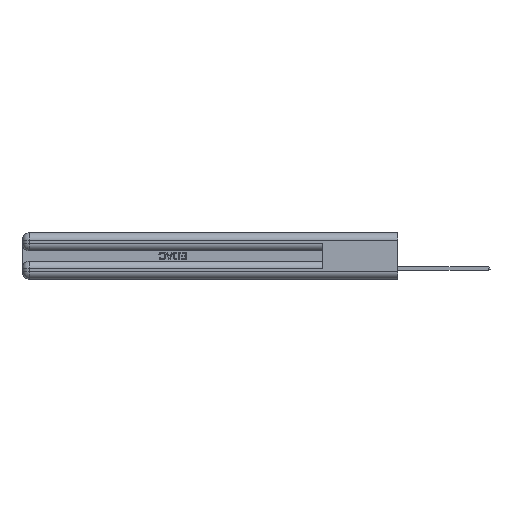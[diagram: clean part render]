
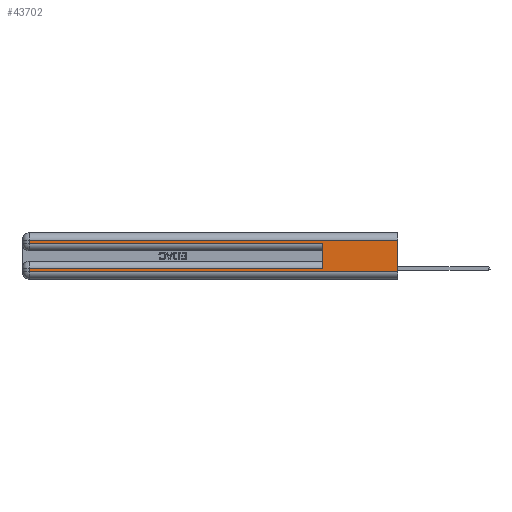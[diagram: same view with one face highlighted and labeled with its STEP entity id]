
A CAD part, left-side view. The second image highlights one B-rep face of the part: STEP entity #43702.
In plain terms, the highlighted planar face has unit normal (-1, 0, 0).
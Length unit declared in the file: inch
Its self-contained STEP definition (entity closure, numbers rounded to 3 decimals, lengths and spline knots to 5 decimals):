
#213 = CARTESIAN_POINT ( 'NONE',  ( 0., 0.6, 0.285 ) ) ;
#226 = LINE ( 'NONE', #49440, #49847 ) ;
#905 = ORIENTED_EDGE ( 'NONE', *, *, #51736, .F. ) ;
#1198 = VERTEX_POINT ( 'NONE', #20633 ) ;
#1588 = ORIENTED_EDGE ( 'NONE', *, *, #21870, .T. ) ;
#2049 = DIRECTION ( 'NONE',  ( 0., 0., -1. ) ) ;
#2220 = CARTESIAN_POINT ( 'NONE',  ( 0., 0., 0.37 ) ) ;
#7909 = CARTESIAN_POINT ( 'NONE',  ( 0., 0., 0.285 ) ) ;
#9124 = VECTOR ( 'NONE', #2049, 39.37008 ) ;
#9348 = LINE ( 'NONE', #44409, #15142 ) ;
#10225 = LINE ( 'NONE', #18085, #45103 ) ;
#10307 = DIRECTION ( 'NONE',  ( 0., 0., -1. ) ) ;
#10316 = CARTESIAN_POINT ( 'NONE',  ( 0., 2.94, 0.37 ) ) ;
#10907 = VECTOR ( 'NONE', #28632, 39.37008 ) ;
#11508 = AXIS2_PLACEMENT_3D ( 'NONE', #22132, #38842, #39001 ) ;
#12958 = VERTEX_POINT ( 'NONE', #20383 ) ;
#13963 = CARTESIAN_POINT ( 'NONE',  ( 0., 0., 0.085 ) ) ;
#15142 = VECTOR ( 'NONE', #48229, 39.37008 ) ;
#17498 = EDGE_CURVE ( 'NONE', #26956, #52642, #10225, .T. ) ;
#17785 = DIRECTION ( 'NONE',  ( 0., 1., 0. ) ) ;
#18085 = CARTESIAN_POINT ( 'NONE',  ( 0., 0., 0.31 ) ) ;
#19986 = ORIENTED_EDGE ( 'NONE', *, *, #51623, .F. ) ;
#20383 = CARTESIAN_POINT ( 'NONE',  ( 0., 2.94, 0.285 ) ) ;
#20633 = CARTESIAN_POINT ( 'NONE',  ( 0., 0., 0.06 ) ) ;
#21870 = EDGE_CURVE ( 'NONE', #35537, #1198, #34044, .T. ) ;
#22132 = CARTESIAN_POINT ( 'NONE',  ( 0., 0., 0.37 ) ) ;
#23613 = CARTESIAN_POINT ( 'NONE',  ( 0., 0.6, 0.085 ) ) ;
#24121 = CARTESIAN_POINT ( 'NONE',  ( 0., 2.94, 0.06 ) ) ;
#24849 = ORIENTED_EDGE ( 'NONE', *, *, #48249, .T. ) ;
#26942 = VERTEX_POINT ( 'NONE', #213 ) ;
#26956 = VERTEX_POINT ( 'NONE', #51161 ) ;
#28543 = LINE ( 'NONE', #13963, #45312 ) ;
#28632 = DIRECTION ( 'NONE',  ( 0., -1., 0. ) ) ;
#29142 = VERTEX_POINT ( 'NONE', #45825 ) ;
#33815 = DIRECTION ( 'NONE',  ( 0., -1., 0. ) ) ;
#34044 = LINE ( 'NONE', #47015, #47645 ) ;
#34184 = LINE ( 'NONE', #10316, #9124 ) ;
#34846 = EDGE_CURVE ( 'NONE', #29142, #35537, #226, .T. ) ;
#35161 = EDGE_CURVE ( 'NONE', #49199, #29142, #28543, .T. ) ;
#35402 = LINE ( 'NONE', #7909, #10907 ) ;
#35537 = VERTEX_POINT ( 'NONE', #24121 ) ;
#35724 = VECTOR ( 'NONE', #10307, 39.37008 ) ;
#36898 = FACE_OUTER_BOUND ( 'NONE', #45884, .T. ) ;
#38842 = DIRECTION ( 'NONE',  ( 1., 0., 0. ) ) ;
#39001 = DIRECTION ( 'NONE',  ( 0., 0., -1. ) ) ;
#40192 = ORIENTED_EDGE ( 'NONE', *, *, #46561, .T. ) ;
#40920 = LINE ( 'NONE', #2220, #35724 ) ;
#43074 = ORIENTED_EDGE ( 'NONE', *, *, #17498, .T. ) ;
#43284 = DIRECTION ( 'NONE',  ( 0., 1., 0. ) ) ;
#43702 = ADVANCED_FACE ( 'NONE', ( #36898 ), #50829, .F. ) ;
#44409 = CARTESIAN_POINT ( 'NONE',  ( 0., 0.6, 0.145 ) ) ;
#45103 = VECTOR ( 'NONE', #43284, 39.37008 ) ;
#45312 = VECTOR ( 'NONE', #17785, 39.37008 ) ;
#45825 = CARTESIAN_POINT ( 'NONE',  ( 0., 2.94, 0.085 ) ) ;
#45884 = EDGE_LOOP ( 'NONE', ( #19986, #43074, #24849, #40192, #905, #50297, #52707, #1588 ) ) ;
#46561 = EDGE_CURVE ( 'NONE', #12958, #26942, #35402, .T. ) ;
#47015 = CARTESIAN_POINT ( 'NONE',  ( 0., 0., 0.06 ) ) ;
#47645 = VECTOR ( 'NONE', #33815, 39.37008 ) ;
#48229 = DIRECTION ( 'NONE',  ( 0., 0., 1. ) ) ;
#48249 = EDGE_CURVE ( 'NONE', #52642, #12958, #34184, .T. ) ;
#49028 = CARTESIAN_POINT ( 'NONE',  ( 0., 2.94, 0.31 ) ) ;
#49199 = VERTEX_POINT ( 'NONE', #23613 ) ;
#49273 = DIRECTION ( 'NONE',  ( 0., 0., -1. ) ) ;
#49440 = CARTESIAN_POINT ( 'NONE',  ( 0., 2.94, 0.37 ) ) ;
#49847 = VECTOR ( 'NONE', #49273, 39.37008 ) ;
#50297 = ORIENTED_EDGE ( 'NONE', *, *, #35161, .T. ) ;
#50829 = PLANE ( 'NONE',  #11508 ) ;
#51161 = CARTESIAN_POINT ( 'NONE',  ( 0., 0., 0.31 ) ) ;
#51623 = EDGE_CURVE ( 'NONE', #26956, #1198, #40920, .T. ) ;
#51736 = EDGE_CURVE ( 'NONE', #49199, #26942, #9348, .T. ) ;
#52642 = VERTEX_POINT ( 'NONE', #49028 ) ;
#52707 = ORIENTED_EDGE ( 'NONE', *, *, #34846, .T. ) ;
